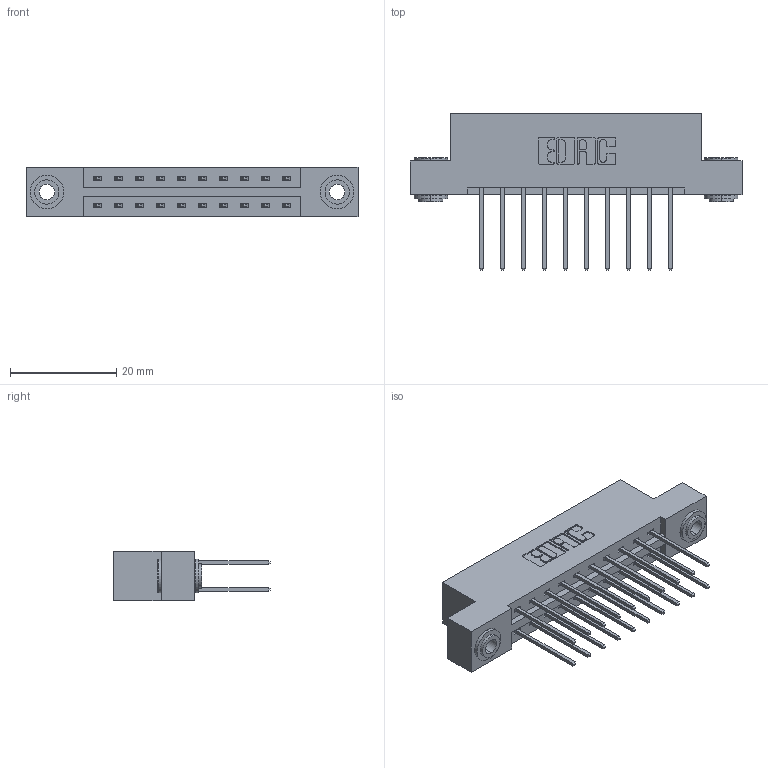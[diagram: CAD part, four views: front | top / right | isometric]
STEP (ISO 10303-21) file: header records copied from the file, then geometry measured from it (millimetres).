
FILE_DESCRIPTION (( 'STEP AP203' ), '1' );
FILE_NAME ('337-020-540-203.STEP', '2019-10-08T14:03:37', ( '' ), ( '' ), 'SwSTEP 2.0', 'SolidWorks 2016', '' );
FILE_SCHEMA (( 'CONFIG_CONTROL_DESIGN' ));
Length unit declared in the file: inch
Products named in the file (4): 345-250-002_345-250-002-102; 345-292-001_345-293-140; 337-020-540-203; 337 Part_Flush Mounting Lugs - 0.156 Dia-TH
Assembly tree (23 placements, depth 2):
  337-020-540-203
    337 Part_Flush Mounting Lugs - 0.156 Dia-TH
    345-292-001_345-293-140  x20
    345-250-002_345-250-002-102  x2
Bounding box: 62.64 x 29.47 x 9.4 mm (x, y, z)
Volume: 6270.4 mm3; surface area: 7377 mm2
Topology: 23 solids, 23 shells, 1232 faces, 3607 edges, 2374 vertices
Faces by surface type: plane 840, cylinder 384, cone 8
Entity records: 12560 total; most frequent: CARTESIAN_POINT 2117, ORIENTED_EDGE 2046, DIRECTION 1893, EDGE_CURVE 1023, VECTOR 871, LINE 871, VERTEX_POINT 678, AXIS2_PLACEMENT_3D 511
